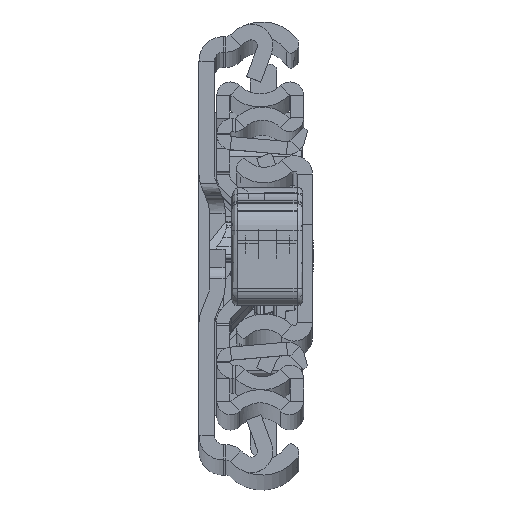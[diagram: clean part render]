
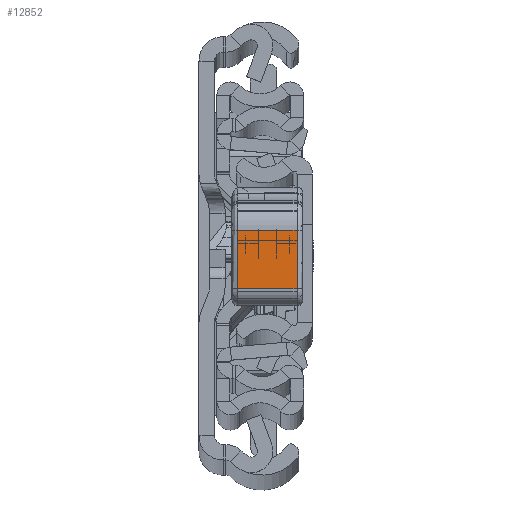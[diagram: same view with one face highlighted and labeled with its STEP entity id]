
A CAD part, top view. The second image highlights one B-rep face of the part: STEP entity #12852.
In plain terms, the highlighted face is planar.
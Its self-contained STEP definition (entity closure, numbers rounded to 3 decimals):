
#6827 = VECTOR ( 'NONE', #7286, 1000. ) ;
#7286 = DIRECTION ( 'NONE',  ( 0.027, 1., 0. ) ) ;
#7784 = LINE ( 'NONE', #21128, #9206 ) ;
#8360 = CARTESIAN_POINT ( 'NONE',  ( 39.55, -12.274, 10. ) ) ;
#8513 = ORIENTED_EDGE ( 'NONE', *, *, #16737, .T. ) ;
#9206 = VECTOR ( 'NONE', #26745, 1000. ) ;
#9496 = ORIENTED_EDGE ( 'NONE', *, *, #18462, .T. ) ;
#9743 = CARTESIAN_POINT ( 'NONE',  ( 39.818, -2.465, 10. ) ) ;
#9928 = DIRECTION ( 'NONE',  ( -0.027, -1., 0. ) ) ;
#10056 = VERTEX_POINT ( 'NONE', #9743 ) ;
#11810 = AXIS2_PLACEMENT_3D ( 'NONE', #18202, #23806, #9928 ) ;
#12444 = VERTEX_POINT ( 'NONE', #20441 ) ;
#12764 = VERTEX_POINT ( 'NONE', #14646 ) ;
#12852 = ADVANCED_FACE ( 'NONE', ( #31916 ), #34632, .F. ) ;
#13089 = EDGE_LOOP ( 'NONE', ( #20037, #9496, #8513, #19916 ) ) ;
#14646 = CARTESIAN_POINT ( 'NONE',  ( 39.55, -12.274, 10. ) ) ;
#16737 = EDGE_CURVE ( 'NONE', #30296, #10056, #25391, .T. ) ;
#18202 = CARTESIAN_POINT ( 'NONE',  ( 39.55, -12.274, 11. ) ) ;
#18462 = EDGE_CURVE ( 'NONE', #12444, #30296, #21002, .T. ) ;
#19916 = ORIENTED_EDGE ( 'NONE', *, *, #30617, .T. ) ;
#20037 = ORIENTED_EDGE ( 'NONE', *, *, #25627, .T. ) ;
#20441 = CARTESIAN_POINT ( 'NONE',  ( 39.55, -12.274, 0. ) ) ;
#21002 = LINE ( 'NONE', #32001, #6827 ) ;
#21128 = CARTESIAN_POINT ( 'NONE',  ( 39.55, -12.274, 11. ) ) ;
#21219 = VECTOR ( 'NONE', #22668, 1000. ) ;
#22668 = DIRECTION ( 'NONE',  ( 0., 0., 1. ) ) ;
#22683 = CARTESIAN_POINT ( 'NONE',  ( 39.818, -2.465, 0. ) ) ;
#23806 = DIRECTION ( 'NONE',  ( -1., 0.027, 0. ) ) ;
#24970 = VECTOR ( 'NONE', #30347, 1000. ) ;
#25391 = LINE ( 'NONE', #28431, #21219 ) ;
#25627 = EDGE_CURVE ( 'NONE', #12764, #12444, #7784, .T. ) ;
#26745 = DIRECTION ( 'NONE',  ( 0., 0., -1. ) ) ;
#28431 = CARTESIAN_POINT ( 'NONE',  ( 39.818, -2.465, 11. ) ) ;
#30296 = VERTEX_POINT ( 'NONE', #22683 ) ;
#30347 = DIRECTION ( 'NONE',  ( -0.027, -1., 0. ) ) ;
#30617 = EDGE_CURVE ( 'NONE', #10056, #12764, #33072, .T. ) ;
#31916 = FACE_OUTER_BOUND ( 'NONE', #13089, .T. ) ;
#32001 = CARTESIAN_POINT ( 'NONE',  ( 39.55, -12.274, 0. ) ) ;
#33072 = LINE ( 'NONE', #8360, #24970 ) ;
#34632 = PLANE ( 'NONE',  #11810 ) ;
